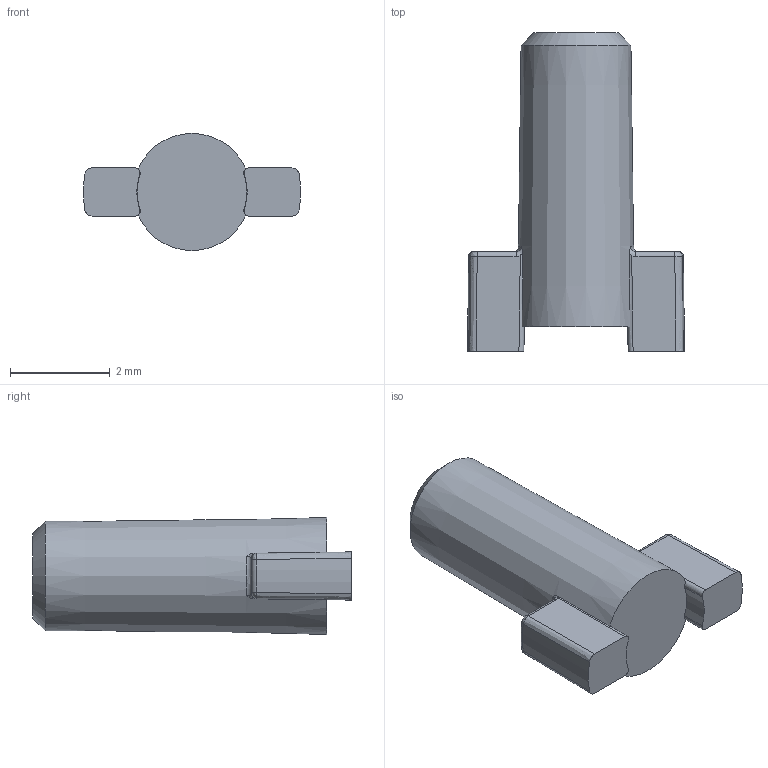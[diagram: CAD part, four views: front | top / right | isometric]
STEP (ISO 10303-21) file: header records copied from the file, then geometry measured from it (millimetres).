
FILE_DESCRIPTION(/* description */ (''),/* implementation_level */ '2;1');
FILE_NAME(/* name */ 'LightPipe.step',/* time_stamp */ '2023-01-04T01:34:02-08:00',/* author */ (''),/* organization */ (''),/* preprocessor_version */ 'ST-DEVELOPER v19.2',/* originating_system */ 'Autodesk Translation Framework v11.17.0.187',/* authorisation */ '');
FILE_SCHEMA (('AUTOMOTIVE_DESIGN { 1 0 10303 214 3 1 1 }'));
Length unit declared in the file: millimetre
Products named in the file (1): LightPipe
Bounding box: 4.36 x 6.4 x 2.35 mm (x, y, z)
Volume: 27.7 mm3; surface area: 62.8 mm2
Topology: 1 solids, 1 shells, 40 faces, 101 edges, 63 vertices
Faces by surface type: bspline 16, plane 10, cone 6, cylinder 4, torus 4
Entity records: 1962 total; most frequent: CARTESIAN_POINT 1095, ORIENTED_EDGE 202, DIRECTION 126, EDGE_CURVE 101, VERTEX_POINT 63, B_SPLINE_CURVE_WITH_KNOTS 56, AXIS2_PLACEMENT_3D 56, FACE_OUTER_BOUND 40
